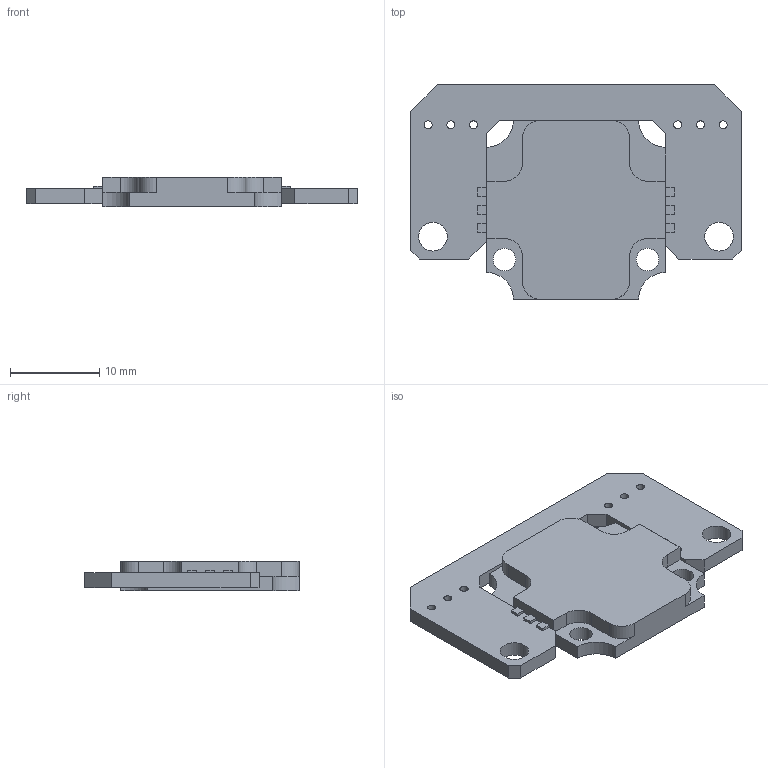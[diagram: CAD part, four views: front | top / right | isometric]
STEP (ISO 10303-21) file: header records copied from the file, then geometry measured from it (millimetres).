
FILE_DESCRIPTION(('Open CASCADE Model'),'2;1');
FILE_NAME('Open CASCADE Shape Model','2024-07-18T16:13:00',('Author'),( 'Open CASCADE'),'Open CASCADE STEP processor 7.5','Open CASCADE 7.5' ,'Unknown');
FILE_SCHEMA(('AUTOMOTIVE_DESIGN { 1 0 10303 214 1 1 1 1 }'));
Length unit declared in the file: millimetre
Products named in the file (2): Open CASCADE STEP translator 7.5 3; Open CASCADE STEP translator 7.5 4
Bounding box: 37 x 24 x 3.3 mm (x, y, z)
Volume: 1719.3 mm3; surface area: 2061.7 mm2
Topology: 2 solids, 2 shells, 88 faces, 234 edges, 156 vertices
Faces by surface type: plane 66, cylinder 22
Full cylindrical faces by diameter (mm): 0.9 x6, 2.5 x2, 3.2 x2
Entity records: 3230 total; most frequent: CARTESIAN_POINT 481, ORIENTED_EDGE 468, DIRECTION 454, EDGE_CURVE 234, LINE 188, VECTOR 188, VERTEX_POINT 156, AXIS2_PLACEMENT_3D 133
